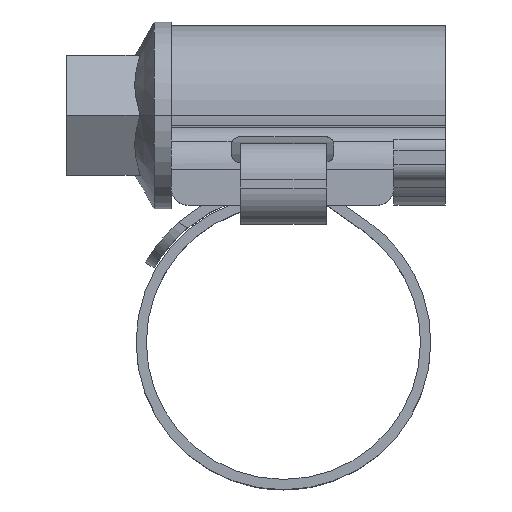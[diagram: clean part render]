
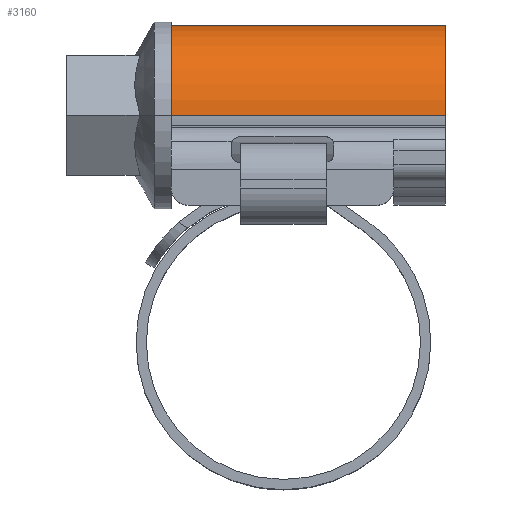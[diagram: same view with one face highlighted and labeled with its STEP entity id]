
A CAD part, top view. The second image highlights one B-rep face of the part: STEP entity #3160.
In plain terms, the highlighted cylindrical face has radius 5.25 mm (diameter 10.5 mm), a partial arc.
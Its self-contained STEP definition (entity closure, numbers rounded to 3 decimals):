
#267 = ORIENTED_EDGE ( 'NONE', *, *, #599, .F. ) ;
#348 = VERTEX_POINT ( 'NONE', #3863 ) ;
#460 = VECTOR ( 'NONE', #4402, 1000. ) ;
#599 = EDGE_CURVE ( 'NONE', #606, #7087, #1819, .T. ) ;
#606 = VERTEX_POINT ( 'NONE', #2032 ) ;
#776 = CARTESIAN_POINT ( 'NONE',  ( -6.55, 13.25, 0. ) ) ;
#826 = DIRECTION ( 'NONE',  ( -1., 0., 0. ) ) ;
#879 = CARTESIAN_POINT ( 'NONE',  ( -6.55, 13.25, -5.25 ) ) ;
#930 = ORIENTED_EDGE ( 'NONE', *, *, #1164, .T. ) ;
#1067 = AXIS2_PLACEMENT_3D ( 'NONE', #9192, #2724, #5621 ) ;
#1164 = EDGE_CURVE ( 'NONE', #348, #7087, #2335, .T. ) ;
#1536 = AXIS2_PLACEMENT_3D ( 'NONE', #2182, #4341, #7846 ) ;
#1732 = VECTOR ( 'NONE', #8751, 1000. ) ;
#1819 = CIRCLE ( 'NONE', #1067, 5.25 ) ;
#2032 = CARTESIAN_POINT ( 'NONE',  ( 9.45, 13.25, -5.25 ) ) ;
#2182 = CARTESIAN_POINT ( 'NONE',  ( -6.55, 13.25, 0. ) ) ;
#2335 = LINE ( 'NONE', #4353, #460 ) ;
#2497 = ORIENTED_EDGE ( 'NONE', *, *, #6727, .F. ) ;
#2724 = DIRECTION ( 'NONE',  ( 1., 0., 0. ) ) ;
#3105 = LINE ( 'NONE', #879, #1732 ) ;
#3160 = ADVANCED_FACE ( 'NONE', ( #5683 ), #7894, .T. ) ;
#3597 = CARTESIAN_POINT ( 'NONE',  ( -6.55, 13.25, -5.25 ) ) ;
#3863 = CARTESIAN_POINT ( 'NONE',  ( -6.55, 13.25, 5.25 ) ) ;
#4341 = DIRECTION ( 'NONE',  ( 1., 0., 0. ) ) ;
#4345 = CARTESIAN_POINT ( 'NONE',  ( 9.45, 13.25, 5.25 ) ) ;
#4353 = CARTESIAN_POINT ( 'NONE',  ( -6.55, 13.25, 5.25 ) ) ;
#4402 = DIRECTION ( 'NONE',  ( 1., 0., 0. ) ) ;
#4406 = DIRECTION ( 'NONE',  ( 0., 0., 1. ) ) ;
#5169 = AXIS2_PLACEMENT_3D ( 'NONE', #776, #826, #4406 ) ;
#5621 = DIRECTION ( 'NONE',  ( 0., 0., -1. ) ) ;
#5683 = FACE_OUTER_BOUND ( 'NONE', #7469, .T. ) ;
#6727 = EDGE_CURVE ( 'NONE', #348, #8804, #8023, .T. ) ;
#7087 = VERTEX_POINT ( 'NONE', #4345 ) ;
#7469 = EDGE_LOOP ( 'NONE', ( #2497, #930, #267, #7621 ) ) ;
#7621 = ORIENTED_EDGE ( 'NONE', *, *, #9152, .F. ) ;
#7846 = DIRECTION ( 'NONE',  ( 0., 0., -1. ) ) ;
#7894 = CYLINDRICAL_SURFACE ( 'NONE', #1536, 5.25 ) ;
#8023 = CIRCLE ( 'NONE', #5169, 5.25 ) ;
#8751 = DIRECTION ( 'NONE',  ( 1., 0., 0. ) ) ;
#8804 = VERTEX_POINT ( 'NONE', #3597 ) ;
#9152 = EDGE_CURVE ( 'NONE', #8804, #606, #3105, .T. ) ;
#9192 = CARTESIAN_POINT ( 'NONE',  ( 9.45, 13.25, 0. ) ) ;
